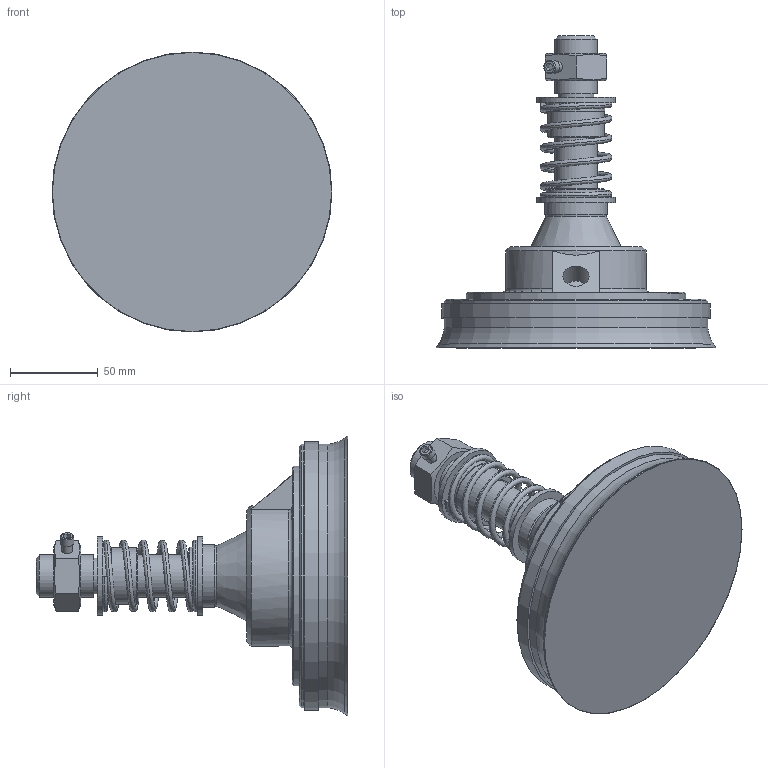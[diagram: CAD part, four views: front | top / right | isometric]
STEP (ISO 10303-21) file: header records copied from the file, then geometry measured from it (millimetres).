
FILE_DESCRIPTION(/* description */ (''),/* implementation_level */ '2;1');
FILE_NAME(/* name */ 'vpdcm30150sh30sb.stp',/* time_stamp */ '2025-11-25T11:24:30+01:00',/* author */ ('enginyeria4'),/* organization */ (''),/* preprocessor_version */ 'ST-DEVELOPER v20',/* originating_system */ 'Autodesk Inventor 2024',/* authorisation */ '');
FILE_SCHEMA (('AUTOMOTIVE_DESIGN { 1 0 10303 214 3 1 1 }'));
Length unit declared in the file: millimetre
Products named in the file (1): Pieza15
Bounding box: 159.47 x 177.72 x 159.47 mm (x, y, z)
Volume: 793435.2 mm3; surface area: 95492.4 mm2
Topology: 1 solids, 1 shells, 88 faces, 185 edges, 122 vertices
Faces by surface type: plane 45, cylinder 22, cone 14, torus 5, bspline 2
Full cylindrical faces by diameter (mm): 6 x1, 7.6 x1, 14.95 x1, 20.32 x1, 24 x3, 25 x1, 32 x1, 33 x2, 35.5 x1, 45 x2, 125 x1, 148.781 x1, 148.8 x1, 149.981 x2, 152.8 x1
Entity records: 4575 total; most frequent: CARTESIAN_POINT 2512, DIRECTION 402, ORIENTED_EDGE 370, EDGE_CURVE 185, AXIS2_PLACEMENT_3D 166, VERTEX_POINT 122, EDGE_LOOP 117, FACE_OUTER_BOUND 88
